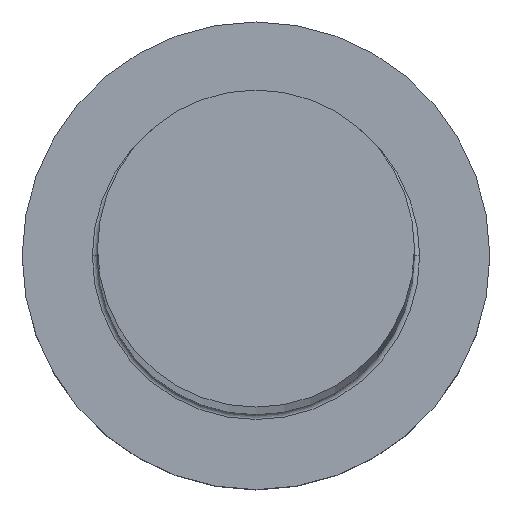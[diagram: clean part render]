
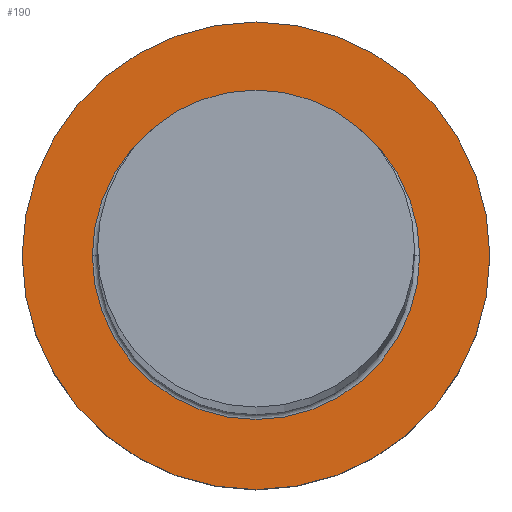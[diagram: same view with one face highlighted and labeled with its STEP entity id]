
A CAD part, top view. The second image highlights one B-rep face of the part: STEP entity #190.
In plain terms, the highlighted planar face has unit normal (0, 0, 1).
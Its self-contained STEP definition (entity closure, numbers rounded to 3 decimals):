
#6 = CARTESIAN_POINT ( 'NONE',  ( 0., 0., 7. ) ) ;
#8 = CIRCLE ( 'NONE', #31, 9. ) ;
#14 = CARTESIAN_POINT ( 'NONE',  ( 0., 0., 7. ) ) ;
#15 = EDGE_LOOP ( 'NONE', ( #111, #157 ) ) ;
#17 = AXIS2_PLACEMENT_3D ( 'NONE', #84, #270, #235 ) ;
#24 = CIRCLE ( 'NONE', #273, 6.3 ) ;
#31 = AXIS2_PLACEMENT_3D ( 'NONE', #14, #108, #110 ) ;
#34 = EDGE_LOOP ( 'NONE', ( #205, #152 ) ) ;
#36 = AXIS2_PLACEMENT_3D ( 'NONE', #6, #127, #290 ) ;
#43 = DIRECTION ( 'NONE',  ( 0., 0., 1. ) ) ;
#44 = EDGE_CURVE ( 'NONE', #57, #53, #24, .T. ) ;
#53 = VERTEX_POINT ( 'NONE', #86 ) ;
#57 = VERTEX_POINT ( 'NONE', #298 ) ;
#67 = EDGE_CURVE ( 'NONE', #222, #109, #8, .T. ) ;
#69 = DIRECTION ( 'NONE',  ( 1., 0., 0. ) ) ;
#72 = EDGE_CURVE ( 'NONE', #53, #57, #281, .T. ) ;
#84 = CARTESIAN_POINT ( 'NONE',  ( 0., 0., 7. ) ) ;
#86 = CARTESIAN_POINT ( 'NONE',  ( -6.3, 0., 7. ) ) ;
#90 = CARTESIAN_POINT ( 'NONE',  ( 9., 0., 7. ) ) ;
#102 = AXIS2_PLACEMENT_3D ( 'NONE', #254, #43, #69 ) ;
#108 = DIRECTION ( 'NONE',  ( 0., 0., 1. ) ) ;
#109 = VERTEX_POINT ( 'NONE', #90 ) ;
#110 = DIRECTION ( 'NONE',  ( 1., 0., 0. ) ) ;
#111 = ORIENTED_EDGE ( 'NONE', *, *, #67, .T. ) ;
#127 = DIRECTION ( 'NONE',  ( 0., 0., 1. ) ) ;
#131 = CARTESIAN_POINT ( 'NONE',  ( 0., 0., 7. ) ) ;
#152 = ORIENTED_EDGE ( 'NONE', *, *, #72, .T. ) ;
#157 = ORIENTED_EDGE ( 'NONE', *, *, #287, .T. ) ;
#174 = CIRCLE ( 'NONE', #36, 9. ) ;
#184 = DIRECTION ( 'NONE',  ( 1., 0., 0. ) ) ;
#188 = CARTESIAN_POINT ( 'NONE',  ( -9., 0., 7. ) ) ;
#189 = FACE_OUTER_BOUND ( 'NONE', #15, .T. ) ;
#190 = ADVANCED_FACE ( 'NONE', ( #301, #189 ), #212, .T. ) ;
#205 = ORIENTED_EDGE ( 'NONE', *, *, #44, .T. ) ;
#212 = PLANE ( 'NONE',  #102 ) ;
#222 = VERTEX_POINT ( 'NONE', #188 ) ;
#235 = DIRECTION ( 'NONE',  ( 1., 0., 0. ) ) ;
#254 = CARTESIAN_POINT ( 'NONE',  ( 0., 0., 7. ) ) ;
#270 = DIRECTION ( 'NONE',  ( 0., 0., -1. ) ) ;
#273 = AXIS2_PLACEMENT_3D ( 'NONE', #131, #292, #184 ) ;
#281 = CIRCLE ( 'NONE', #17, 6.3 ) ;
#287 = EDGE_CURVE ( 'NONE', #109, #222, #174, .T. ) ;
#290 = DIRECTION ( 'NONE',  ( 1., 0., 0. ) ) ;
#292 = DIRECTION ( 'NONE',  ( 0., 0., -1. ) ) ;
#298 = CARTESIAN_POINT ( 'NONE',  ( 6.3, 0., 7. ) ) ;
#301 = FACE_BOUND ( 'NONE', #34, .T. ) ;
